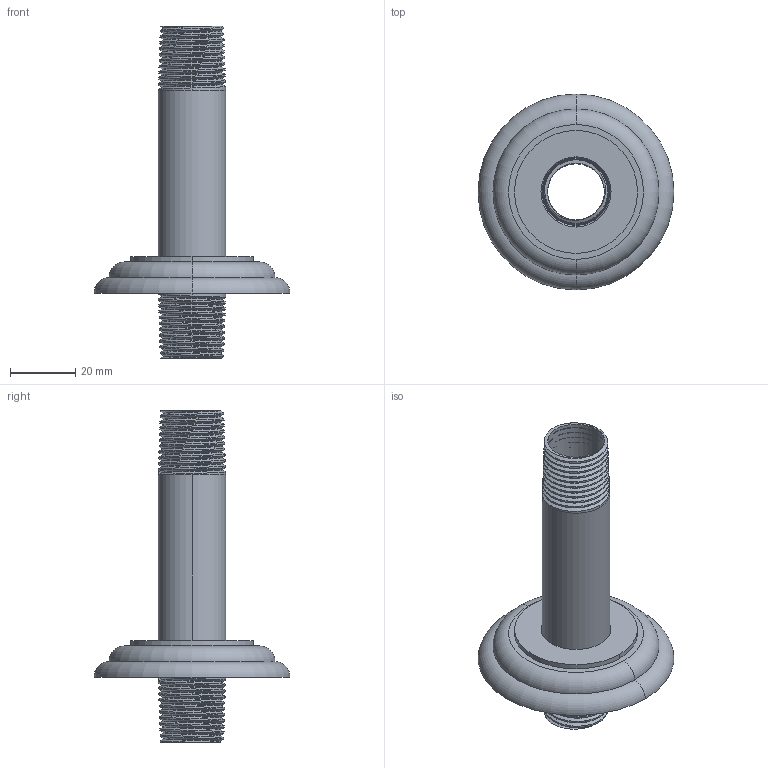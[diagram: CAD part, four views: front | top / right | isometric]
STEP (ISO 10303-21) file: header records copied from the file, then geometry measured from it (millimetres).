
FILE_DESCRIPTION((''),'2;1');
FILE_NAME('517-4_WEB','2010-10-26T',('ramkumar'),(''),'PRO/ENGINEER BY PARAMETRIC TECHNOLOGY CORPORATION, 2009300','PRO/ENGINEER BY PARAMETRIC TECHNOLOGY CORPORATION, 2009300','');
FILE_SCHEMA(('CONFIG_CONTROL_DESIGN'));
Length unit declared in the file: inch
Products named in the file (1): 517-4_WEB
Bounding box: 59.94 x 59.94 x 101.6 mm (x, y, z)
Surface area: 21455.5 mm2 (no closed solid volume)
Topology: 0 solids, 3 shells, 99 faces, 252 edges, 160 vertices
Faces by surface type: cone 44, bspline 24, cylinder 14, plane 9, torus 8
Entity records: 11067 total; most frequent: CARTESIAN_POINT 8898, ORIENTED_EDGE 500, DIRECTION 336, EDGE_CURVE 252, VERTEX_POINT 160, AXIS2_PLACEMENT_3D 127, B_SPLINE_CURVE_WITH_KNOTS 118, EDGE_LOOP 106
